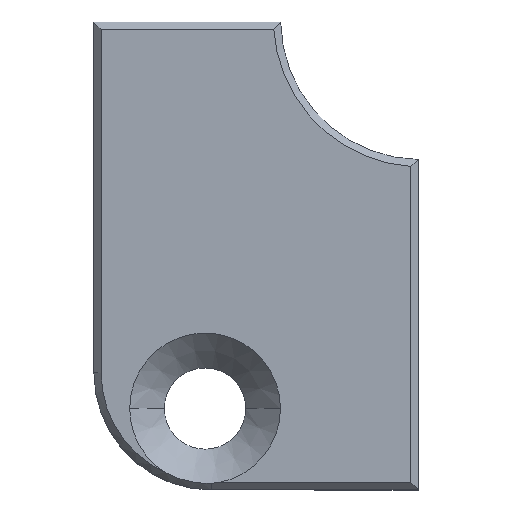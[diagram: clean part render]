
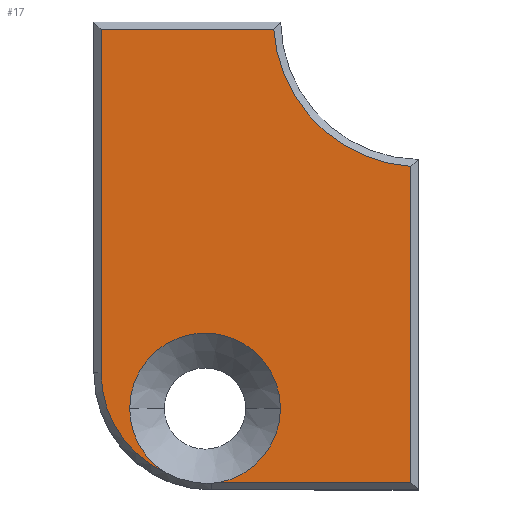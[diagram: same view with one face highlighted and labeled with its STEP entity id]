
A CAD part, top view. The second image highlights one B-rep face of the part: STEP entity #17.
In plain terms, the highlighted planar face has unit normal (0, 0, 1).
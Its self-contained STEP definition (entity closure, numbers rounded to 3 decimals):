
#7 = CARTESIAN_POINT ( 'NONE',  ( -39., 7.76, 47.6 ) ) ;
#13 = AXIS2_PLACEMENT_3D ( 'NONE', #236, #549, #634 ) ;
#17 = ADVANCED_FACE ( 'NONE', ( #880 ), #801, .T. ) ;
#21 = DIRECTION ( 'NONE',  ( 0., -1., 0. ) ) ;
#27 = VERTEX_POINT ( 'NONE', #279 ) ;
#34 = VERTEX_POINT ( 'NONE', #103 ) ;
#60 = ORIENTED_EDGE ( 'NONE', *, *, #316, .T. ) ;
#63 = VECTOR ( 'NONE', #198, 1000. ) ;
#80 = LINE ( 'NONE', #163, #407 ) ;
#103 = CARTESIAN_POINT ( 'NONE',  ( -17.9, -11.184, 47.6 ) ) ;
#108 = DIRECTION ( 'NONE',  ( 0., 0., 1. ) ) ;
#127 = ORIENTED_EDGE ( 'NONE', *, *, #590, .T. ) ;
#128 = CARTESIAN_POINT ( 'NONE',  ( -28.128, -10.781, 47.6 ) ) ;
#134 = DIRECTION ( 'NONE',  ( 1., 0., 0. ) ) ;
#150 = CARTESIAN_POINT ( 'NONE',  ( -17.9, 2.029, 47.6 ) ) ;
#163 = CARTESIAN_POINT ( 'NONE',  ( -30.844, 36.505, 47.6 ) ) ;
#167 = DIRECTION ( 'NONE',  ( -1., 0., 0. ) ) ;
#184 = DIRECTION ( 'NONE',  ( 1., 0., 0. ) ) ;
#188 = CIRCLE ( 'NONE', #759, 3.15 ) ;
#197 = VERTEX_POINT ( 'NONE', #611 ) ;
#198 = DIRECTION ( 'NONE',  ( 0., 1., 0. ) ) ;
#208 = CARTESIAN_POINT ( 'NONE',  ( -23.35, -8.084, 47.6 ) ) ;
#216 = CARTESIAN_POINT ( 'NONE',  ( -30.844, 7.76, 47.6 ) ) ;
#231 = ORIENTED_EDGE ( 'NONE', *, *, #730, .F. ) ;
#236 = CARTESIAN_POINT ( 'NONE',  ( -17.5, 8.16, 47.6 ) ) ;
#259 = ORIENTED_EDGE ( 'NONE', *, *, #381, .T. ) ;
#279 = CARTESIAN_POINT ( 'NONE',  ( -30.844, -6.584, 47.6 ) ) ;
#316 = EDGE_CURVE ( 'NONE', #608, #27, #80, .T. ) ;
#346 = EDGE_CURVE ( 'NONE', #553, #574, #485, .T. ) ;
#347 = EDGE_CURVE ( 'NONE', #900, #571, #866, .T. ) ;
#348 = LINE ( 'NONE', #812, #63 ) ;
#377 = CARTESIAN_POINT ( 'NONE',  ( -29.65, -8.084, 47.6 ) ) ;
#381 = EDGE_CURVE ( 'NONE', #571, #608, #637, .T. ) ;
#387 = ORIENTED_EDGE ( 'NONE', *, *, #346, .F. ) ;
#407 = VECTOR ( 'NONE', #21, 1000. ) ;
#424 = AXIS2_PLACEMENT_3D ( 'NONE', #674, #523, #134 ) ;
#425 = DIRECTION ( 'NONE',  ( 1., 0., 0. ) ) ;
#444 = DIRECTION ( 'NONE',  ( 0., 0., 1. ) ) ;
#477 = DIRECTION ( 'NONE',  ( 0., 0., 1. ) ) ;
#485 = CIRCLE ( 'NONE', #896, 3.15 ) ;
#523 = DIRECTION ( 'NONE',  ( 0., 0., 1. ) ) ;
#549 = DIRECTION ( 'NONE',  ( 0., 0., -1. ) ) ;
#552 = CIRCLE ( 'NONE', #424, 4.6 ) ;
#553 = VERTEX_POINT ( 'NONE', #208 ) ;
#561 = ORIENTED_EDGE ( 'NONE', *, *, #579, .F. ) ;
#571 = VERTEX_POINT ( 'NONE', #981 ) ;
#574 = VERTEX_POINT ( 'NONE', #377 ) ;
#578 = CARTESIAN_POINT ( 'NONE',  ( -26.5, -8.084, 47.6 ) ) ;
#579 = EDGE_CURVE ( 'NONE', #197, #553, #188, .T. ) ;
#590 = EDGE_CURVE ( 'NONE', #27, #780, #552, .T. ) ;
#608 = VERTEX_POINT ( 'NONE', #216 ) ;
#611 = CARTESIAN_POINT ( 'NONE',  ( -25.941, -11.184, 47.6 ) ) ;
#622 = CARTESIAN_POINT ( 'NONE',  ( -26.5, -8.084, 47.6 ) ) ;
#634 = DIRECTION ( 'NONE',  ( 1., 0., 0. ) ) ;
#637 = LINE ( 'NONE', #7, #959 ) ;
#639 = LINE ( 'NONE', #940, #760 ) ;
#669 = DIRECTION ( 'NONE',  ( 1., 0., 0. ) ) ;
#674 = CARTESIAN_POINT ( 'NONE',  ( -26.244, -6.584, 47.6 ) ) ;
#683 = CARTESIAN_POINT ( 'NONE',  ( -26.5, -8.084, 47.6 ) ) ;
#710 = AXIS2_PLACEMENT_3D ( 'NONE', #578, #878, #184 ) ;
#717 = EDGE_LOOP ( 'NONE', ( #561, #837, #990, #763, #259, #60, #127, #231, #387 ) ) ;
#730 = EDGE_CURVE ( 'NONE', #574, #780, #819, .T. ) ;
#756 = EDGE_CURVE ( 'NONE', #34, #900, #348, .T. ) ;
#759 = AXIS2_PLACEMENT_3D ( 'NONE', #683, #444, #669 ) ;
#760 = VECTOR ( 'NONE', #783, 1000. ) ;
#763 = ORIENTED_EDGE ( 'NONE', *, *, #347, .T. ) ;
#780 = VERTEX_POINT ( 'NONE', #128 ) ;
#783 = DIRECTION ( 'NONE',  ( 1., 0., 0. ) ) ;
#801 = PLANE ( 'NONE',  #912 ) ;
#812 = CARTESIAN_POINT ( 'NONE',  ( -17.9, 36.505, 47.6 ) ) ;
#819 = CIRCLE ( 'NONE', #710, 3.15 ) ;
#837 = ORIENTED_EDGE ( 'NONE', *, *, #966, .T. ) ;
#866 = CIRCLE ( 'NONE', #13, 6.144 ) ;
#878 = DIRECTION ( 'NONE',  ( 0., 0., 1. ) ) ;
#880 = FACE_OUTER_BOUND ( 'NONE', #717, .T. ) ;
#896 = AXIS2_PLACEMENT_3D ( 'NONE', #622, #477, #924 ) ;
#900 = VERTEX_POINT ( 'NONE', #150 ) ;
#912 = AXIS2_PLACEMENT_3D ( 'NONE', #954, #108, #425 ) ;
#924 = DIRECTION ( 'NONE',  ( 1., 0., 0. ) ) ;
#940 = CARTESIAN_POINT ( 'NONE',  ( -39., -11.184, 47.6 ) ) ;
#954 = CARTESIAN_POINT ( 'NONE',  ( -39., 36.505, 47.6 ) ) ;
#959 = VECTOR ( 'NONE', #167, 1000. ) ;
#966 = EDGE_CURVE ( 'NONE', #197, #34, #639, .T. ) ;
#981 = CARTESIAN_POINT ( 'NONE',  ( -23.631, 7.76, 47.6 ) ) ;
#990 = ORIENTED_EDGE ( 'NONE', *, *, #756, .T. ) ;
